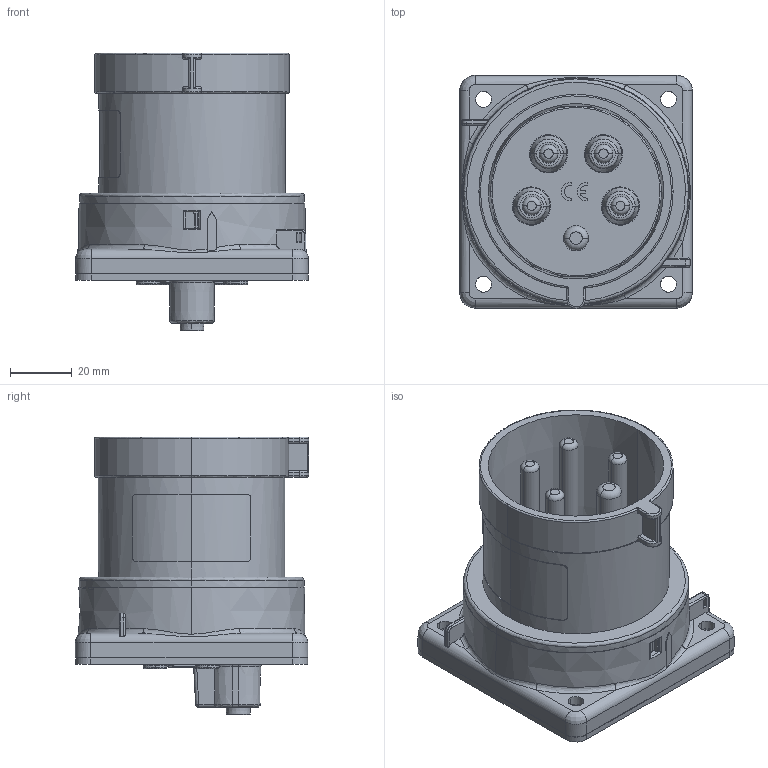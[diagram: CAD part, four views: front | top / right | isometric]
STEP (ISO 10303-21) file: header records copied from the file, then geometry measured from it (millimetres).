
FILE_DESCRIPTION (( 'STEP AP214' ), '1' );
FILE_NAME ('CATSTD-0S432-0B6-M01.STEP', '2019-12-20T15:58:47', ( '' ), ( '' ), 'SwSTEP 2.0', 'SolidWorks 2017', '' );
FILE_SCHEMA (( 'AUTOMOTIVE_DESIGN' ));
Length unit declared in the file: millimetre
Products named in the file (1): CATSTD-0S432-0B6-M01
Bounding box: 75.5 x 75.75 x 90.2 mm (x, y, z)
Volume: 70042.3 mm3; surface area: 100378.9 mm2
Topology: 18 solids, 19 shells, 3958 faces, 10031 edges, 6065 vertices
Faces by surface type: bspline 1380, cylinder 1190, plane 1075, cone 303, torus 10
Entity records: 180672 total; most frequent: CARTESIAN_POINT 99375, ORIENTED_EDGE 19736, DIRECTION 12692, EDGE_CURVE 9868, VERTEX_POINT 6044, AXIS2_PLACEMENT_3D 4712, B_SPLINE_CURVE_WITH_KNOTS 4121, EDGE_LOOP 4118
